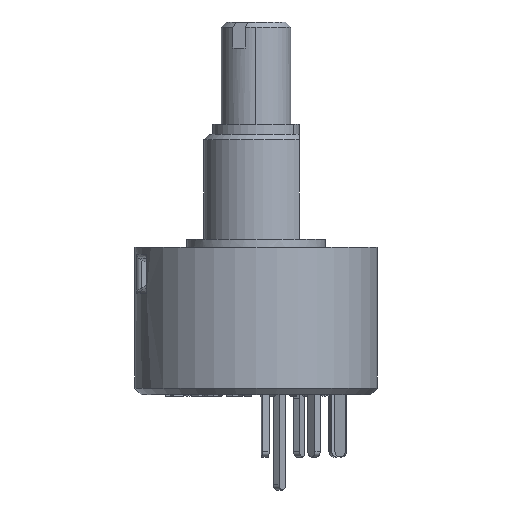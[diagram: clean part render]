
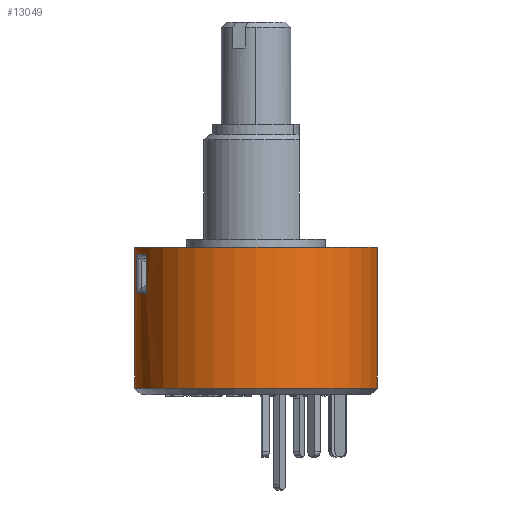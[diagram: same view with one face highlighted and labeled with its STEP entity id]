
A CAD part, left-side view. The second image highlights one B-rep face of the part: STEP entity #13049.
In plain terms, the highlighted cylindrical face has radius 7 mm (diameter 14 mm), a partial arc.
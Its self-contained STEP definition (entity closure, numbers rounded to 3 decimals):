
#601 = DIRECTION ( 'NONE',  ( 0., 0., 1. ) ) ;
#785 = CARTESIAN_POINT ( 'NONE',  ( -1.252, 6.887, -3.094 ) ) ;
#1156 = DIRECTION ( 'NONE',  ( 0., -1., 0. ) ) ;
#1295 = FACE_OUTER_BOUND ( 'NONE', #15416, .T. ) ;
#1506 =( BOUNDED_CURVE ( )  B_SPLINE_CURVE ( 3, ( #2596, #6357, #3773, #6250 ),
 .UNSPECIFIED., .F., .F. ) 
 B_SPLINE_CURVE_WITH_KNOTS ( ( 4, 4 ),
 ( 3.007, 3.276 ),
 .UNSPECIFIED. ) 
 CURVE ( )  GEOMETRIC_REPRESENTATION_ITEM ( )  RATIONAL_B_SPLINE_CURVE ( ( 1., 0.994, 0.994, 1. ) ) 
 REPRESENTATION_ITEM ( '' )  );
#1507 = VERTEX_POINT ( 'NONE', #2464 ) ;
#1660 = VECTOR ( 'NONE', #4464, 1000. ) ;
#1769 = CARTESIAN_POINT ( 'NONE',  ( -1.252, 6.887, -0.888 ) ) ;
#2100 = EDGE_CURVE ( 'NONE', #10863, #1507, #1506, .T. ) ;
#2380 = ORIENTED_EDGE ( 'NONE', *, *, #10648, .F. ) ;
#2464 = CARTESIAN_POINT ( 'NONE',  ( -3.036, 6.308, -0.888 ) ) ;
#2474 = AXIS2_PLACEMENT_3D ( 'NONE', #2986, #12799, #14166 ) ;
#2596 = CARTESIAN_POINT ( 'NONE',  ( -1.252, 6.887, -0.888 ) ) ;
#2741 = CARTESIAN_POINT ( 'NONE',  ( -3.036, 6.308, -3.094 ) ) ;
#2986 = CARTESIAN_POINT ( 'NONE',  ( 0., 0., -0.45 ) ) ;
#3099 = DIRECTION ( 'NONE',  ( 0., -1., 0. ) ) ;
#3327 = CARTESIAN_POINT ( 'NONE',  ( -1.252, 6.887, -3.094 ) ) ;
#3414 = FACE_BOUND ( 'NONE', #13896, .T. ) ;
#3773 = CARTESIAN_POINT ( 'NONE',  ( -2.469, 6.58, -0.841 ) ) ;
#4139 = LINE ( 'NONE', #13443, #9197 ) ;
#4171 = CYLINDRICAL_SURFACE ( 'NONE', #2474, 7. ) ;
#4294 = AXIS2_PLACEMENT_3D ( 'NONE', #8467, #8300, #1156 ) ;
#4339 = CARTESIAN_POINT ( 'NONE',  ( 0., 0., -8.574 ) ) ;
#4464 = DIRECTION ( 'NONE',  ( 0., 0., 1. ) ) ;
#5010 = VERTEX_POINT ( 'NONE', #9283 ) ;
#5279 = EDGE_CURVE ( 'NONE', #15447, #12210, #4139, .T. ) ;
#5424 = CARTESIAN_POINT ( 'NONE',  ( 0., -7., -8.574 ) ) ;
#6079 = VERTEX_POINT ( 'NONE', #5424 ) ;
#6186 = LINE ( 'NONE', #7039, #1660 ) ;
#6196 =( BOUNDED_CURVE ( )  B_SPLINE_CURVE ( 3, ( #2741, #12493, #8816, #13723 ),
 .UNSPECIFIED., .F., .T. ) 
 B_SPLINE_CURVE_WITH_KNOTS ( ( 4, 4 ),
 ( 6.149, 6.283 ),
 .UNSPECIFIED. ) 
 CURVE ( )  GEOMETRIC_REPRESENTATION_ITEM ( )  RATIONAL_B_SPLINE_CURVE ( ( 1., 0.998, 0.998, 1. ) ) 
 REPRESENTATION_ITEM ( '' )  );
#6250 = CARTESIAN_POINT ( 'NONE',  ( -3.036, 6.308, -0.888 ) ) ;
#6357 = CARTESIAN_POINT ( 'NONE',  ( -1.871, 6.775, -0.841 ) ) ;
#7039 = CARTESIAN_POINT ( 'NONE',  ( -1.252, 6.887, -0.45 ) ) ;
#7172 = CARTESIAN_POINT ( 'NONE',  ( -1.865, 6.754, -3.129 ) ) ;
#7201 = VECTOR ( 'NONE', #10142, 1000. ) ;
#7251 = ORIENTED_EDGE ( 'NONE', *, *, #14002, .T. ) ;
#7648 =( BOUNDED_CURVE ( )  B_SPLINE_CURVE ( 3, ( #10699, #7172, #10753, #3327 ),
 .UNSPECIFIED., .F., .T. ) 
 B_SPLINE_CURVE_WITH_KNOTS ( ( 4, 4 ),
 ( 0., 0.134 ),
 .UNSPECIFIED. ) 
 CURVE ( )  GEOMETRIC_REPRESENTATION_ITEM ( )  RATIONAL_B_SPLINE_CURVE ( ( 1., 0.998, 0.998, 1. ) ) 
 REPRESENTATION_ITEM ( '' )  );
#7951 = EDGE_CURVE ( 'NONE', #11665, #10863, #6186, .T. ) ;
#8143 = ORIENTED_EDGE ( 'NONE', *, *, #7951, .T. ) ;
#8300 = DIRECTION ( 'NONE',  ( 0., 0., 1. ) ) ;
#8440 = ORIENTED_EDGE ( 'NONE', *, *, #5279, .T. ) ;
#8467 = CARTESIAN_POINT ( 'NONE',  ( 0., 0., -0.45 ) ) ;
#8816 = CARTESIAN_POINT ( 'NONE',  ( -2.462, 6.56, -3.129 ) ) ;
#8885 = CARTESIAN_POINT ( 'NONE',  ( 0., -7., -0.45 ) ) ;
#9197 = VECTOR ( 'NONE', #12315, 1000. ) ;
#9283 = CARTESIAN_POINT ( 'NONE',  ( -2.163, 6.657, -3.129 ) ) ;
#10142 = DIRECTION ( 'NONE',  ( 0., 0., -1. ) ) ;
#10335 = CIRCLE ( 'NONE', #14670, 7. ) ;
#10648 = EDGE_CURVE ( 'NONE', #15447, #13967, #14722, .T. ) ;
#10699 = CARTESIAN_POINT ( 'NONE',  ( -2.163, 6.657, -3.129 ) ) ;
#10753 = CARTESIAN_POINT ( 'NONE',  ( -1.56, 6.831, -3.117 ) ) ;
#10863 = VERTEX_POINT ( 'NONE', #1769 ) ;
#11182 = ORIENTED_EDGE ( 'NONE', *, *, #13787, .T. ) ;
#11388 = CARTESIAN_POINT ( 'NONE',  ( -3.036, 6.308, -0.45 ) ) ;
#11475 = ORIENTED_EDGE ( 'NONE', *, *, #15311, .T. ) ;
#11665 = VERTEX_POINT ( 'NONE', #785 ) ;
#12210 = VERTEX_POINT ( 'NONE', #15432 ) ;
#12315 = DIRECTION ( 'NONE',  ( 0., 0., -1. ) ) ;
#12391 = ORIENTED_EDGE ( 'NONE', *, *, #12525, .T. ) ;
#12493 = CARTESIAN_POINT ( 'NONE',  ( -2.753, 6.444, -3.117 ) ) ;
#12525 = EDGE_CURVE ( 'NONE', #1507, #12752, #15162, .T. ) ;
#12706 = CARTESIAN_POINT ( 'NONE',  ( 0., -7., -0.45 ) ) ;
#12752 = VERTEX_POINT ( 'NONE', #14504 ) ;
#12799 = DIRECTION ( 'NONE',  ( 0., 0., -1. ) ) ;
#13049 = ADVANCED_FACE ( 'NONE', ( #1295, #3414 ), #4171, .T. ) ;
#13443 = CARTESIAN_POINT ( 'NONE',  ( 0., 7., -0.45 ) ) ;
#13723 = CARTESIAN_POINT ( 'NONE',  ( -2.163, 6.657, -3.129 ) ) ;
#13749 = ORIENTED_EDGE ( 'NONE', *, *, #15098, .F. ) ;
#13787 = EDGE_CURVE ( 'NONE', #12752, #5010, #6196, .T. ) ;
#13896 = EDGE_LOOP ( 'NONE', ( #11182, #11475, #8143, #14892, #12391 ) ) ;
#13906 = DIRECTION ( 'NONE',  ( 0., 0., -1. ) ) ;
#13967 = VERTEX_POINT ( 'NONE', #12706 ) ;
#14002 = EDGE_CURVE ( 'NONE', #12210, #6079, #10335, .T. ) ;
#14166 = DIRECTION ( 'NONE',  ( 0., 1., 0. ) ) ;
#14504 = CARTESIAN_POINT ( 'NONE',  ( -3.036, 6.308, -3.094 ) ) ;
#14615 = CARTESIAN_POINT ( 'NONE',  ( 0., 7., -0.45 ) ) ;
#14670 = AXIS2_PLACEMENT_3D ( 'NONE', #4339, #601, #3099 ) ;
#14722 = CIRCLE ( 'NONE', #4294, 7. ) ;
#14892 = ORIENTED_EDGE ( 'NONE', *, *, #2100, .T. ) ;
#14992 = VECTOR ( 'NONE', #13906, 1000. ) ;
#15098 = EDGE_CURVE ( 'NONE', #13967, #6079, #15351, .T. ) ;
#15162 = LINE ( 'NONE', #11388, #7201 ) ;
#15311 = EDGE_CURVE ( 'NONE', #5010, #11665, #7648, .T. ) ;
#15351 = LINE ( 'NONE', #8885, #14992 ) ;
#15416 = EDGE_LOOP ( 'NONE', ( #13749, #2380, #8440, #7251 ) ) ;
#15432 = CARTESIAN_POINT ( 'NONE',  ( 0., 7., -8.574 ) ) ;
#15447 = VERTEX_POINT ( 'NONE', #14615 ) ;
